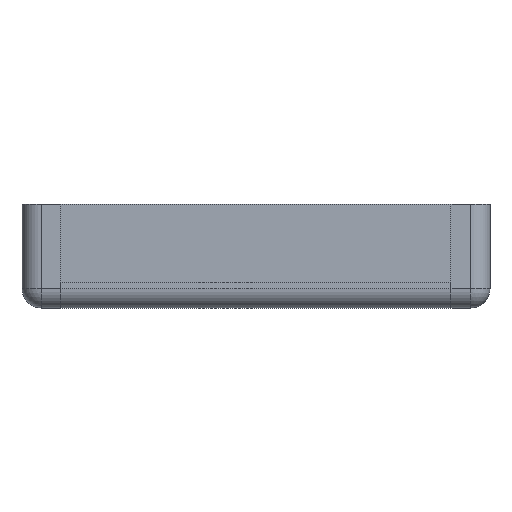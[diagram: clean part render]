
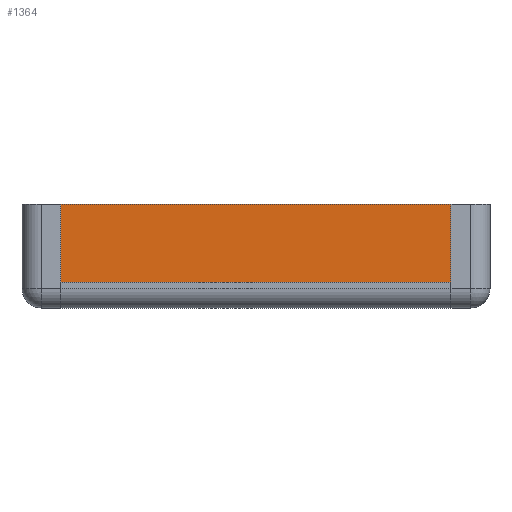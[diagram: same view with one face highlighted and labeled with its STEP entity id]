
A CAD part, left-side view. The second image highlights one B-rep face of the part: STEP entity #1364.
In plain terms, the highlighted planar face has unit normal (-1, 0, 0).
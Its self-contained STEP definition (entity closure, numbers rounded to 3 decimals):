
#225 = VERTEX_POINT('',#226);
#226 = CARTESIAN_POINT('',(-31.,-30.,16.));
#240 = PLANE('',#241);
#241 = AXIS2_PLACEMENT_3D('',#242,#243,#244);
#242 = CARTESIAN_POINT('',(-31.,-30.,16.));
#243 = DIRECTION('',(0.,0.,1.));
#244 = DIRECTION('',(1.,0.,0.));
#268 = PLANE('',#269);
#269 = AXIS2_PLACEMENT_3D('',#270,#271,#272);
#270 = CARTESIAN_POINT('',(-31.,-36.,0.));
#271 = DIRECTION('',(1.,0.,0.));
#272 = DIRECTION('',(0.,0.,1.));
#554 = VERTEX_POINT('',#555);
#555 = CARTESIAN_POINT('',(-31.,-30.,4.));
#569 = PLANE('',#570);
#570 = AXIS2_PLACEMENT_3D('',#571,#572,#573);
#571 = CARTESIAN_POINT('',(-31.,-30.,0.));
#572 = DIRECTION('',(1.,0.,0.));
#573 = DIRECTION('',(0.,0.,1.));
#581 = EDGE_CURVE('',#554,#225,#582,.T.);
#582 = SURFACE_CURVE('',#583,(#587,#594),.PCURVE_S1.);
#583 = LINE('',#584,#585);
#584 = CARTESIAN_POINT('',(-31.,-30.,4.));
#585 = VECTOR('',#586,1.);
#586 = DIRECTION('',(0.,0.,1.));
#587 = PCURVE('',#268,#588);
#588 = DEFINITIONAL_REPRESENTATION('',(#589),#593);
#589 = LINE('',#590,#591);
#590 = CARTESIAN_POINT('',(4.,-6.));
#591 = VECTOR('',#592,1.);
#592 = DIRECTION('',(1.,0.));
#593 = ( GEOMETRIC_REPRESENTATION_CONTEXT(2) 
PARAMETRIC_REPRESENTATION_CONTEXT() REPRESENTATION_CONTEXT('2D SPACE',''
  ) );
#594 = PCURVE('',#595,#600);
#595 = PLANE('',#596);
#596 = AXIS2_PLACEMENT_3D('',#597,#598,#599);
#597 = CARTESIAN_POINT('',(-31.,-30.,4.));
#598 = DIRECTION('',(1.,0.,0.));
#599 = DIRECTION('',(0.,0.,1.));
#600 = DEFINITIONAL_REPRESENTATION('',(#601),#605);
#601 = LINE('',#602,#603);
#602 = CARTESIAN_POINT('',(0.,0.));
#603 = VECTOR('',#604,1.);
#604 = DIRECTION('',(1.,0.));
#605 = ( GEOMETRIC_REPRESENTATION_CONTEXT(2) 
PARAMETRIC_REPRESENTATION_CONTEXT() REPRESENTATION_CONTEXT('2D SPACE',''
  ) );
#771 = EDGE_CURVE('',#225,#772,#774,.T.);
#772 = VERTEX_POINT('',#773);
#773 = CARTESIAN_POINT('',(-31.,30.,16.));
#774 = SURFACE_CURVE('',#775,(#779,#786),.PCURVE_S1.);
#775 = LINE('',#776,#777);
#776 = CARTESIAN_POINT('',(-31.,-30.,16.));
#777 = VECTOR('',#778,1.);
#778 = DIRECTION('',(0.,1.,0.));
#779 = PCURVE('',#240,#780);
#780 = DEFINITIONAL_REPRESENTATION('',(#781),#785);
#781 = LINE('',#782,#783);
#782 = CARTESIAN_POINT('',(0.,0.));
#783 = VECTOR('',#784,1.);
#784 = DIRECTION('',(0.,1.));
#785 = ( GEOMETRIC_REPRESENTATION_CONTEXT(2) 
PARAMETRIC_REPRESENTATION_CONTEXT() REPRESENTATION_CONTEXT('2D SPACE',''
  ) );
#786 = PCURVE('',#595,#787);
#787 = DEFINITIONAL_REPRESENTATION('',(#788),#792);
#788 = LINE('',#789,#790);
#789 = CARTESIAN_POINT('',(12.,0.));
#790 = VECTOR('',#791,1.);
#791 = DIRECTION('',(0.,-1.));
#792 = ( GEOMETRIC_REPRESENTATION_CONTEXT(2) 
PARAMETRIC_REPRESENTATION_CONTEXT() REPRESENTATION_CONTEXT('2D SPACE',''
  ) );
#1364 = ADVANCED_FACE('',(#1365),#595,.F.);
#1365 = FACE_BOUND('',#1366,.F.);
#1366 = EDGE_LOOP('',(#1367,#1368,#1391,#1417));
#1367 = ORIENTED_EDGE('',*,*,#581,.F.);
#1368 = ORIENTED_EDGE('',*,*,#1369,.T.);
#1369 = EDGE_CURVE('',#554,#1370,#1372,.T.);
#1370 = VERTEX_POINT('',#1371);
#1371 = CARTESIAN_POINT('',(-31.,30.,4.));
#1372 = SURFACE_CURVE('',#1373,(#1377,#1384),.PCURVE_S1.);
#1373 = LINE('',#1374,#1375);
#1374 = CARTESIAN_POINT('',(-31.,-30.,4.));
#1375 = VECTOR('',#1376,1.);
#1376 = DIRECTION('',(0.,1.,0.));
#1377 = PCURVE('',#595,#1378);
#1378 = DEFINITIONAL_REPRESENTATION('',(#1379),#1383);
#1379 = LINE('',#1380,#1381);
#1380 = CARTESIAN_POINT('',(0.,0.));
#1381 = VECTOR('',#1382,1.);
#1382 = DIRECTION('',(0.,-1.));
#1383 = ( GEOMETRIC_REPRESENTATION_CONTEXT(2) 
PARAMETRIC_REPRESENTATION_CONTEXT() REPRESENTATION_CONTEXT('2D SPACE',''
  ) );
#1384 = PCURVE('',#569,#1385);
#1385 = DEFINITIONAL_REPRESENTATION('',(#1386),#1390);
#1386 = LINE('',#1387,#1388);
#1387 = CARTESIAN_POINT('',(4.,0.));
#1388 = VECTOR('',#1389,1.);
#1389 = DIRECTION('',(0.,-1.));
#1390 = ( GEOMETRIC_REPRESENTATION_CONTEXT(2) 
PARAMETRIC_REPRESENTATION_CONTEXT() REPRESENTATION_CONTEXT('2D SPACE',''
  ) );
#1391 = ORIENTED_EDGE('',*,*,#1392,.T.);
#1392 = EDGE_CURVE('',#1370,#772,#1393,.T.);
#1393 = SURFACE_CURVE('',#1394,(#1398,#1405),.PCURVE_S1.);
#1394 = LINE('',#1395,#1396);
#1395 = CARTESIAN_POINT('',(-31.,30.,4.));
#1396 = VECTOR('',#1397,1.);
#1397 = DIRECTION('',(0.,0.,1.));
#1398 = PCURVE('',#595,#1399);
#1399 = DEFINITIONAL_REPRESENTATION('',(#1400),#1404);
#1400 = LINE('',#1401,#1402);
#1401 = CARTESIAN_POINT('',(0.,-60.));
#1402 = VECTOR('',#1403,1.);
#1403 = DIRECTION('',(1.,0.));
#1404 = ( GEOMETRIC_REPRESENTATION_CONTEXT(2) 
PARAMETRIC_REPRESENTATION_CONTEXT() REPRESENTATION_CONTEXT('2D SPACE',''
  ) );
#1405 = PCURVE('',#1406,#1411);
#1406 = PLANE('',#1407);
#1407 = AXIS2_PLACEMENT_3D('',#1408,#1409,#1410);
#1408 = CARTESIAN_POINT('',(-31.,36.,0.));
#1409 = DIRECTION('',(1.,0.,0.));
#1410 = DIRECTION('',(0.,0.,-1.));
#1411 = DEFINITIONAL_REPRESENTATION('',(#1412),#1416);
#1412 = LINE('',#1413,#1414);
#1413 = CARTESIAN_POINT('',(-4.,-6.));
#1414 = VECTOR('',#1415,1.);
#1415 = DIRECTION('',(-1.,0.));
#1416 = ( GEOMETRIC_REPRESENTATION_CONTEXT(2) 
PARAMETRIC_REPRESENTATION_CONTEXT() REPRESENTATION_CONTEXT('2D SPACE',''
  ) );
#1417 = ORIENTED_EDGE('',*,*,#771,.F.);
